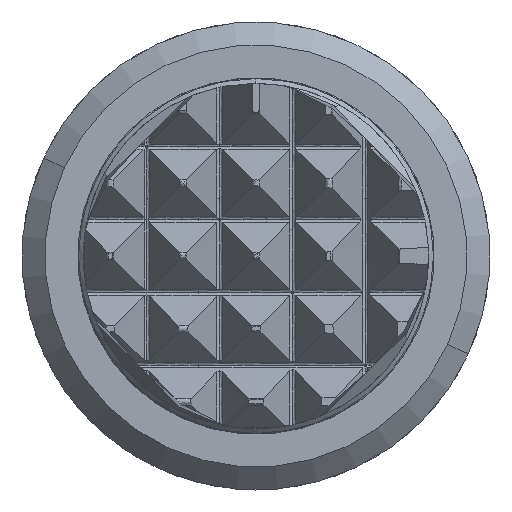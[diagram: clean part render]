
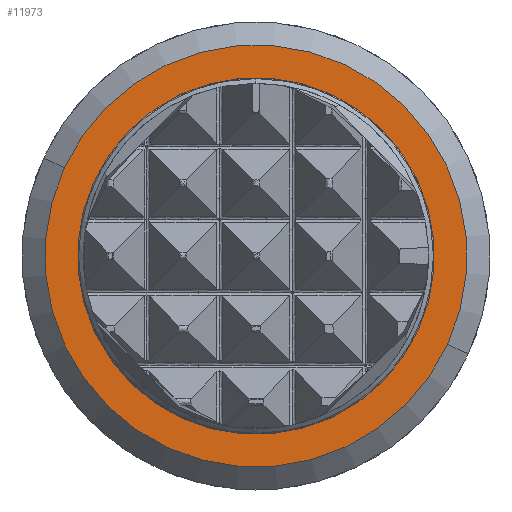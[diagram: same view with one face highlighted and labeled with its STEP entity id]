
A CAD part, left-side view. The second image highlights one B-rep face of the part: STEP entity #11973.
In plain terms, the highlighted planar face has unit normal (-1, 0, 0).
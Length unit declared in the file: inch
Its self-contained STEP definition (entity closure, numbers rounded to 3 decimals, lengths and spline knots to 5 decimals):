
#65 = ORIENTED_EDGE ( 'NONE', *, *, #5656, .T. ) ;
#154 = AXIS2_PLACEMENT_3D ( 'NONE', #6760, #6181, #6121 ) ;
#1266 = VERTEX_POINT ( 'NONE', #14781 ) ;
#1730 = DIRECTION ( 'NONE',  ( 0., -0.908, -0.419 ) ) ;
#1833 = ORIENTED_EDGE ( 'NONE', *, *, #9123, .T. ) ;
#2671 = DIRECTION ( 'NONE',  ( -1., 0., 0. ) ) ;
#3106 = EDGE_LOOP ( 'NONE', ( #65, #10673 ) ) ;
#3812 = AXIS2_PLACEMENT_3D ( 'NONE', #4668, #11073, #4633 ) ;
#4089 = DIRECTION ( 'NONE',  ( 0., -0.908, -0.419 ) ) ;
#4131 = DIRECTION ( 'NONE',  ( -1., 0., 0. ) ) ;
#4180 = CARTESIAN_POINT ( 'NONE',  ( -0.33, 0., 0. ) ) ;
#4633 = DIRECTION ( 'NONE',  ( 0., -0.908, -0.419 ) ) ;
#4668 = CARTESIAN_POINT ( 'NONE',  ( -0.33, 0., 0. ) ) ;
#5249 = CIRCLE ( 'NONE', #10102, 0.055 ) ;
#5473 = VERTEX_POINT ( 'NONE', #10370 ) ;
#5656 = EDGE_CURVE ( 'NONE', #10104, #1266, #5249, .T. ) ;
#6121 = DIRECTION ( 'NONE',  ( 0., -0.908, -0.419 ) ) ;
#6181 = DIRECTION ( 'NONE',  ( 1., 0., 0. ) ) ;
#6254 = DIRECTION ( 'NONE',  ( 1., 0., 0. ) ) ;
#6760 = CARTESIAN_POINT ( 'NONE',  ( -0.33, 0., 0. ) ) ;
#7413 = CARTESIAN_POINT ( 'NONE',  ( -0.33, -0.04995, -0.02302 ) ) ;
#7555 = DIRECTION ( 'NONE',  ( 0., -0.908, -0.419 ) ) ;
#7786 = AXIS2_PLACEMENT_3D ( 'NONE', #12802, #2671, #1730 ) ;
#8506 = EDGE_LOOP ( 'NONE', ( #12372, #1833 ) ) ;
#8835 = VERTEX_POINT ( 'NONE', #14813 ) ;
#9123 = EDGE_CURVE ( 'NONE', #5473, #8835, #10025, .T. ) ;
#9128 = PLANE ( 'NONE',  #11765 ) ;
#9784 = CARTESIAN_POINT ( 'NONE',  ( -0.33, 0., 0. ) ) ;
#9958 = CIRCLE ( 'NONE', #7786, 0.055 ) ;
#10025 = CIRCLE ( 'NONE', #3812, 0.0465 ) ;
#10102 = AXIS2_PLACEMENT_3D ( 'NONE', #4180, #4131, #4089 ) ;
#10104 = VERTEX_POINT ( 'NONE', #7413 ) ;
#10370 = CARTESIAN_POINT ( 'NONE',  ( -0.33, -0.04223, -0.01947 ) ) ;
#10673 = ORIENTED_EDGE ( 'NONE', *, *, #15072, .T. ) ;
#11073 = DIRECTION ( 'NONE',  ( 1., 0., 0. ) ) ;
#11144 = EDGE_CURVE ( 'NONE', #8835, #5473, #11590, .T. ) ;
#11364 = FACE_OUTER_BOUND ( 'NONE', #3106, .T. ) ;
#11590 = CIRCLE ( 'NONE', #154, 0.0465 ) ;
#11765 = AXIS2_PLACEMENT_3D ( 'NONE', #9784, #6254, #7555 ) ;
#11973 = ADVANCED_FACE ( 'NONE', ( #11364, #14859 ), #9128, .F. ) ;
#12372 = ORIENTED_EDGE ( 'NONE', *, *, #11144, .T. ) ;
#12802 = CARTESIAN_POINT ( 'NONE',  ( -0.33, 0., 0. ) ) ;
#14781 = CARTESIAN_POINT ( 'NONE',  ( -0.33, 0.04995, 0.02302 ) ) ;
#14813 = CARTESIAN_POINT ( 'NONE',  ( -0.33, 0.04223, 0.01947 ) ) ;
#14859 = FACE_BOUND ( 'NONE', #8506, .T. ) ;
#15072 = EDGE_CURVE ( 'NONE', #1266, #10104, #9958, .T. ) ;
